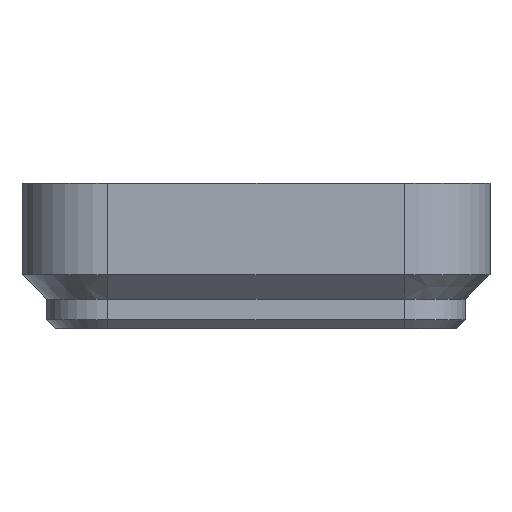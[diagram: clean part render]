
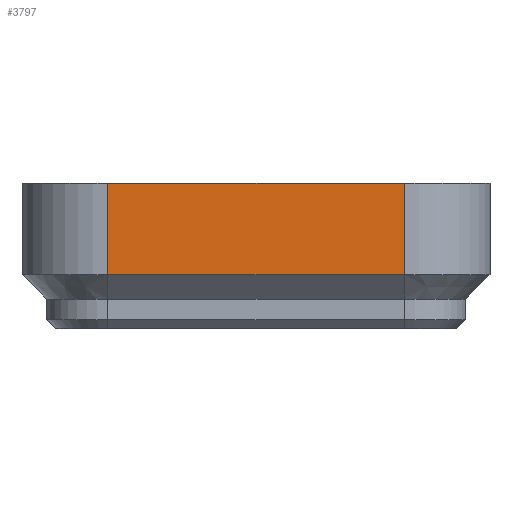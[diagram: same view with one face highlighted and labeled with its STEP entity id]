
A CAD part, front view. The second image highlights one B-rep face of the part: STEP entity #3797.
In plain terms, the highlighted planar face has unit normal (0, -1, 0).
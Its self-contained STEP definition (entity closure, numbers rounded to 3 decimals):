
#206=LINE('',#5909,#568);
#207=LINE('',#5915,#569);
#208=LINE('',#5918,#570);
#209=LINE('',#5919,#571);
#568=VECTOR('',#4627,1000.);
#569=VECTOR('',#4634,1000.);
#570=VECTOR('',#4635,1000.);
#571=VECTOR('',#4636,1000.);
#980=ORIENTED_EDGE('',*,*,#2117,.T.);
#981=ORIENTED_EDGE('',*,*,#2118,.T.);
#982=ORIENTED_EDGE('',*,*,#2114,.F.);
#983=ORIENTED_EDGE('',*,*,#2119,.F.);
#2114=EDGE_CURVE('',#2678,#2679,#206,.T.);
#2117=EDGE_CURVE('',#2680,#2681,#207,.T.);
#2118=EDGE_CURVE('',#2681,#2679,#208,.T.);
#2119=EDGE_CURVE('',#2680,#2678,#209,.T.);
#2678=VERTEX_POINT('',#5910);
#2679=VERTEX_POINT('',#5911);
#2680=VERTEX_POINT('',#5916);
#2681=VERTEX_POINT('',#5917);
#3140=EDGE_LOOP('',(#980,#981,#982,#983));
#3408=FACE_BOUND('',#3140,.T.);
#3672=PLANE('',#4082);
#3797=ADVANCED_FACE('',(#3408),#3672,.F.);
#4082=AXIS2_PLACEMENT_3D('',#5914,#4632,#4633);
#4627=DIRECTION('',(0.,0.,1.));
#4632=DIRECTION('',(0.,1.,0.));
#4633=DIRECTION('',(0.,0.,1.));
#4634=DIRECTION('',(0.,0.,1.));
#4635=DIRECTION('',(-1.,0.,0.));
#4636=DIRECTION('',(-1.,0.,0.));
#5909=CARTESIAN_POINT('',(-13.,-83.5,-1.));
#5910=CARTESIAN_POINT('',(-13.,-83.5,-1.));
#5911=CARTESIAN_POINT('',(-13.,-83.5,7.));
#5914=CARTESIAN_POINT('',(0.,-83.5,-1.));
#5915=CARTESIAN_POINT('',(13.,-83.5,-1.));
#5916=CARTESIAN_POINT('',(13.,-83.5,-1.));
#5917=CARTESIAN_POINT('',(13.,-83.5,7.));
#5918=CARTESIAN_POINT('',(0.,-83.5,7.));
#5919=CARTESIAN_POINT('',(0.,-83.5,-1.));
